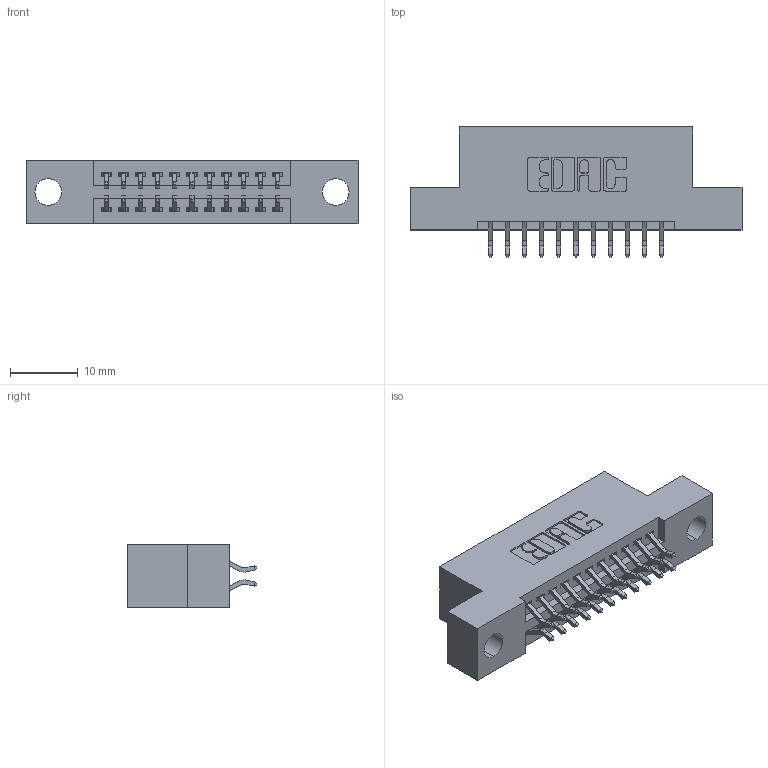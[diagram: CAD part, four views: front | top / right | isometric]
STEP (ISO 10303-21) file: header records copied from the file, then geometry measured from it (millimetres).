
FILE_DESCRIPTION (( 'STEP AP203' ), '1' );
FILE_NAME ('395-022-556-204.STEP', '2021-06-16T18:58:42', ( '' ), ( '' ), 'SwSTEP 2.0', 'SolidWorks 2020', '' );
FILE_SCHEMA (( 'CONFIG_CONTROL_DESIGN' ));
Length unit declared in the file: inch
Products named in the file (3): 345 Part_Flush Mounting Lugs - 0.156 Dia-TI; 345-292-001_556 Tail; 395-022-556-204
Assembly tree (23 placements, depth 2):
  395-022-556-204
    345 Part_Flush Mounting Lugs - 0.156 Dia-TI
    345-292-001_556 Tail  x22
Bounding box: 49.15 x 19.24 x 9.4 mm (x, y, z)
Volume: 4379.8 mm3; surface area: 5706 mm2
Topology: 23 solids, 23 shells, 1372 faces, 4051 edges, 2670 vertices
Faces by surface type: plane 908, cylinder 464
Entity records: 13443 total; most frequent: CARTESIAN_POINT 2302, ORIENTED_EDGE 2222, DIRECTION 2055, EDGE_CURVE 1111, VECTOR 927, LINE 927, VERTEX_POINT 738, AXIS2_PLACEMENT_3D 564
